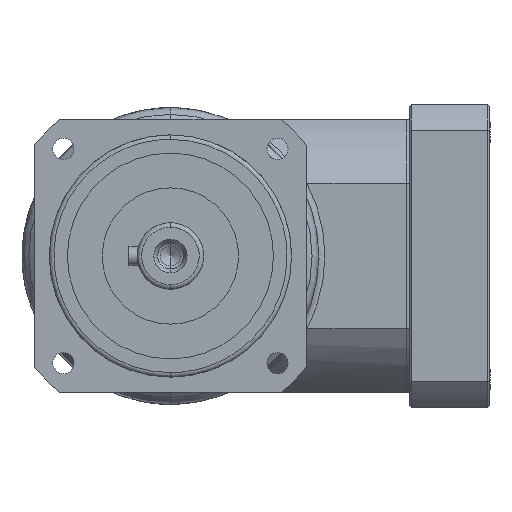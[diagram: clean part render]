
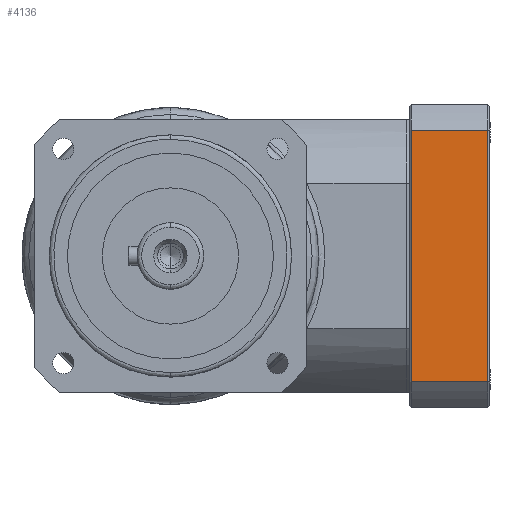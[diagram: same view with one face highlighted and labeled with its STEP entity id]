
A CAD part, left-side view. The second image highlights one B-rep face of the part: STEP entity #4136.
In plain terms, the highlighted face is planar.
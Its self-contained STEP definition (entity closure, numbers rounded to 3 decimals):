
#51 = VECTOR ( 'NONE', #12270, 1000. ) ;
#1998 = ORIENTED_EDGE ( 'NONE', *, *, #19040, .F. ) ;
#2324 = CARTESIAN_POINT ( 'NONE',  ( -41.533, 50., 0.8 ) ) ;
#4136 = ADVANCED_FACE ( 'NONE', ( #14927 ), #15630, .F. ) ;
#4350 = VECTOR ( 'NONE', #20199, 1000. ) ;
#4645 = CARTESIAN_POINT ( 'NONE',  ( 41.533, 50., 26. ) ) ;
#4850 = EDGE_CURVE ( 'NONE', #16892, #6238, #17552, .T. ) ;
#4857 = LINE ( 'NONE', #5966, #4350 ) ;
#4917 = VERTEX_POINT ( 'NONE', #13995 ) ;
#5387 = CARTESIAN_POINT ( 'NONE',  ( -41.533, 50., 0. ) ) ;
#5477 = AXIS2_PLACEMENT_3D ( 'NONE', #14182, #14131, #14054 ) ;
#5720 = VECTOR ( 'NONE', #7002, 1000. ) ;
#5966 = CARTESIAN_POINT ( 'NONE',  ( 41.533, 50., 0. ) ) ;
#6238 = VERTEX_POINT ( 'NONE', #6521 ) ;
#6521 = CARTESIAN_POINT ( 'NONE',  ( 41.533, 50., 0.8 ) ) ;
#7002 = DIRECTION ( 'NONE',  ( 0., 0., -1. ) ) ;
#8196 = EDGE_CURVE ( 'NONE', #18023, #4917, #8563, .T. ) ;
#8563 = LINE ( 'NONE', #13839, #51 ) ;
#12270 = DIRECTION ( 'NONE',  ( -1., 0., 0. ) ) ;
#12279 = ORIENTED_EDGE ( 'NONE', *, *, #4850, .F. ) ;
#12552 = ORIENTED_EDGE ( 'NONE', *, *, #8196, .F. ) ;
#13378 = VECTOR ( 'NONE', #15301, 1000. ) ;
#13588 = EDGE_LOOP ( 'NONE', ( #1998, #12279, #16103, #12552 ) ) ;
#13839 = CARTESIAN_POINT ( 'NONE',  ( -41.533, 50., 26. ) ) ;
#13995 = CARTESIAN_POINT ( 'NONE',  ( -41.533, 50., 26. ) ) ;
#14054 = DIRECTION ( 'NONE',  ( 0., 0., -1. ) ) ;
#14131 = DIRECTION ( 'NONE',  ( 0., -1., 0. ) ) ;
#14182 = CARTESIAN_POINT ( 'NONE',  ( -41.533, 50., 0. ) ) ;
#14245 = LINE ( 'NONE', #5387, #5720 ) ;
#14927 = FACE_OUTER_BOUND ( 'NONE', #13588, .T. ) ;
#15301 = DIRECTION ( 'NONE',  ( 1., 0., 0. ) ) ;
#15630 = PLANE ( 'NONE',  #5477 ) ;
#15739 = CARTESIAN_POINT ( 'NONE',  ( -41.533, 50., 0.8 ) ) ;
#16103 = ORIENTED_EDGE ( 'NONE', *, *, #20387, .F. ) ;
#16892 = VERTEX_POINT ( 'NONE', #2324 ) ;
#17552 = LINE ( 'NONE', #15739, #13378 ) ;
#18023 = VERTEX_POINT ( 'NONE', #4645 ) ;
#19040 = EDGE_CURVE ( 'NONE', #6238, #18023, #4857, .T. ) ;
#20199 = DIRECTION ( 'NONE',  ( 0., 0., 1. ) ) ;
#20387 = EDGE_CURVE ( 'NONE', #4917, #16892, #14245, .T. ) ;
